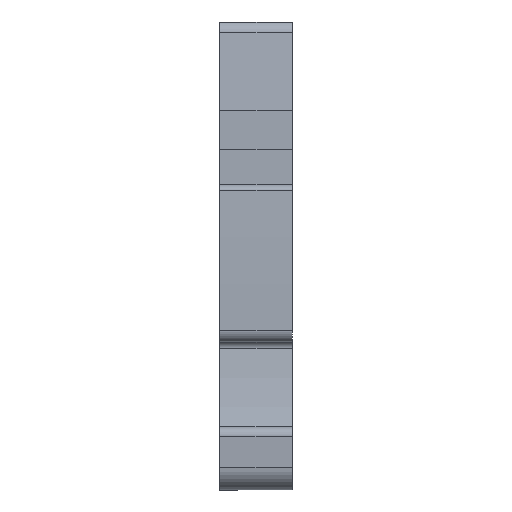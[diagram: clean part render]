
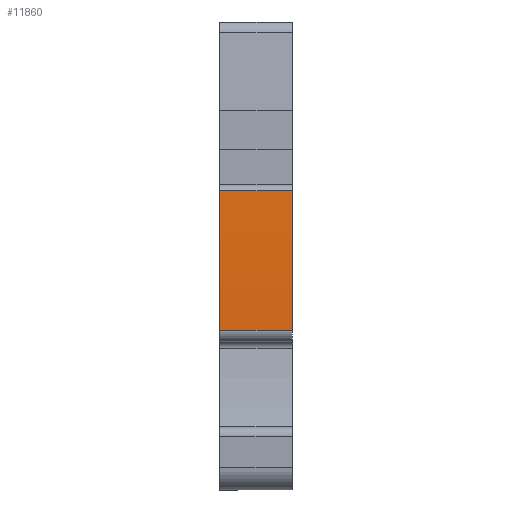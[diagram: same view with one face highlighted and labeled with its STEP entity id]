
A CAD part, front view. The second image highlights one B-rep face of the part: STEP entity #11860.
In plain terms, the highlighted cylindrical face has radius 198.503 mm (diameter 397.006 mm), a partial arc.
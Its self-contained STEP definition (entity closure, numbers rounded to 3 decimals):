
#8137=AXIS2_PLACEMENT_3D('Circle Axis2P3D',#8135,#8136,$) ;
#11840=AXIS2_PLACEMENT_3D('Cylinder Axis2P3D',#11837,#11838,#11839) ;
#11851=AXIS2_PLACEMENT_3D('Circle Axis2P3D',#11849,#11850,$) ;
#8132=CARTESIAN_POINT('Vertex',(0.,1.54,13.45)) ;
#8135=CARTESIAN_POINT('Axis2P3D Location',(0.,200.01,17.05)) ;
#8139=CARTESIAN_POINT('Vertex',(0.,1.674,25.2)) ;
#11818=CARTESIAN_POINT('Line Origine',(3.05,1.674,25.2)) ;
#11822=CARTESIAN_POINT('Vertex',(6.1,1.674,25.2)) ;
#11837=CARTESIAN_POINT('Axis2P3D Location',(0.025,200.01,17.05)) ;
#11842=CARTESIAN_POINT('Line Origine',(0.025,1.54,13.45)) ;
#11846=CARTESIAN_POINT('Vertex',(6.1,1.54,13.45)) ;
#11849=CARTESIAN_POINT('Axis2P3D Location',(6.1,200.01,17.05)) ;
#8136=DIRECTION('Axis2P3D Direction',(1.,0.,0.)) ;
#11819=DIRECTION('Vector Direction',(-1.,0.,0.)) ;
#11838=DIRECTION('Axis2P3D Direction',(-1.,0.,0.)) ;
#11839=DIRECTION('Axis2P3D XDirection',(0.,-1.,-0.018)) ;
#11843=DIRECTION('Vector Direction',(-1.,0.,0.)) ;
#11850=DIRECTION('Axis2P3D Direction',(-1.,0.,0.)) ;
#11820=VECTOR('Line Direction',#11819,1.) ;
#11844=VECTOR('Line Direction',#11843,1.) ;
#11855=ORIENTED_EDGE('',*,*,#11848,.T.) ;
#11856=ORIENTED_EDGE('',*,*,#11853,.F.) ;
#11857=ORIENTED_EDGE('',*,*,#11824,.T.) ;
#11858=ORIENTED_EDGE('',*,*,#8141,.F.) ;
#11860=ADVANCED_FACE('63470_MLD_APGTB_1-5_FT_3C-1.1\\66438_MLD_APGTB_4_FT_3C-1',(#11859),#11841,.T.) ;
#8138=CIRCLE('generated circle',#8137,198.503) ;
#11852=CIRCLE('generated circle',#11851,198.503) ;
#11841=CYLINDRICAL_SURFACE('generated cylinder',#11840,198.503) ;
#8141=EDGE_CURVE('',#8133,#8140,#8138,.F.) ;
#11824=EDGE_CURVE('',#11823,#8140,#11821,.T.) ;
#11848=EDGE_CURVE('',#8133,#11847,#11845,.F.) ;
#11853=EDGE_CURVE('',#11823,#11847,#11852,.F.) ;
#11854=EDGE_LOOP('',(#11855,#11856,#11857,#11858)) ;
#11859=FACE_OUTER_BOUND('',#11854,.T.) ;
#11821=LINE('Line',#11818,#11820) ;
#11845=LINE('Line',#11842,#11844) ;
#8133=VERTEX_POINT('',#8132) ;
#8140=VERTEX_POINT('',#8139) ;
#11823=VERTEX_POINT('',#11822) ;
#11847=VERTEX_POINT('',#11846) ;
